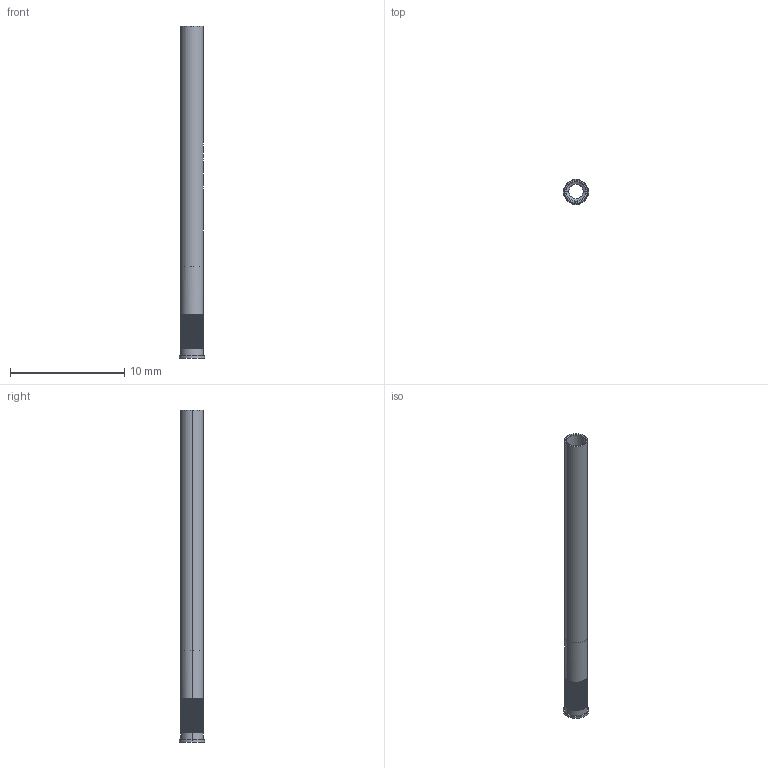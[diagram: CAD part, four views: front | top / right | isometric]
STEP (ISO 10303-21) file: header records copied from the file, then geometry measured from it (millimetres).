
FILE_DESCRIPTION (( 'STEP AP214' ), '1' );
FILE_NAME ('MOD-H732PSRD.STEP', '2016-07-27T06:28:38', ( 'first' ), ( 'Hewlett-Packard Company' ), 'SwSTEP 2.0', 'SolidWorks 2015', '' );
FILE_SCHEMA (( 'AUTOMOTIVE_DESIGN' ));
Length unit declared in the file: millimetre
Products named in the file (1): MOD-H732PSRD
Bounding box: 2.2 x 2.2 x 29 mm (x, y, z)
Volume: 29.4 mm3; surface area: 344.9 mm2
Topology: 1 solids, 1 shells, 456 faces, 1162 edges, 764 vertices
Faces by surface type: plane 366, bspline 51, cylinder 33, cone 6
Entity records: 16383 total; most frequent: CARTESIAN_POINT 5611, ORIENTED_EDGE 2324, DIRECTION 1989, EDGE_CURVE 1162, LINE 797, VECTOR 797, VERTEX_POINT 764, AXIS2_PLACEMENT_3D 596
